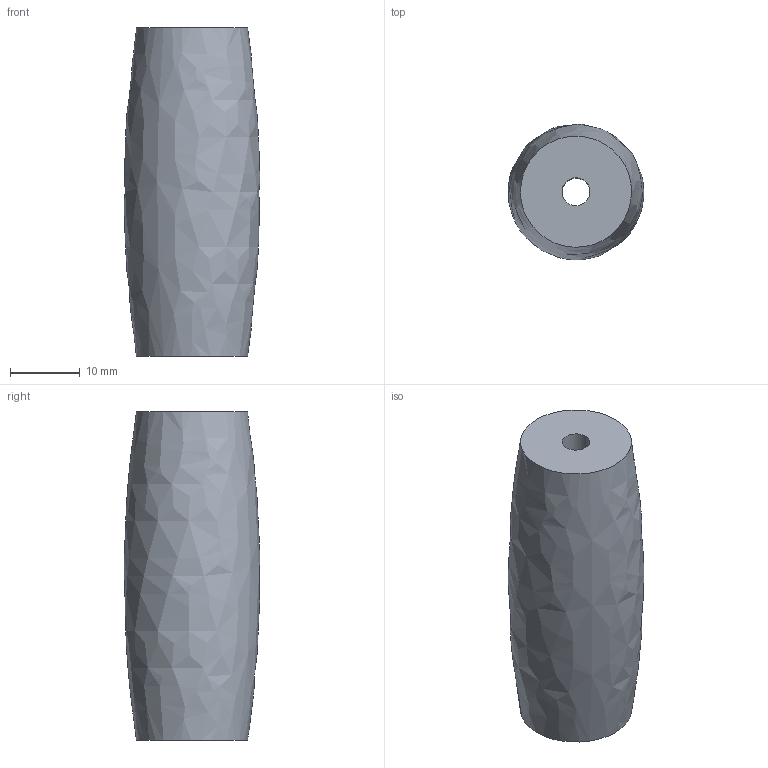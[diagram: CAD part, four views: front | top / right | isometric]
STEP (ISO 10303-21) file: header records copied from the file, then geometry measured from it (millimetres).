
FILE_DESCRIPTION(/* description */ (''),/* implementation_level */ '2;1');
FILE_NAME(/* name */ 'Rodillo.stp',/* time_stamp */ '2019-01-04T07:45:25+01:00',/* author */ (''),/* organization */ (''),/* preprocessor_version */ 'ST-DEVELOPER v16',/* originating_system */ 'SIEMENS PLM Software NX 11.0',/* authorisation */ '');
FILE_SCHEMA (('AUTOMOTIVE_DESIGN { 1 0 10303 214 3 1 1 1 }'));
Length unit declared in the file: millimetre
Products named in the file (3): Nexus 100mm Mecanum Wheel Roller_sldprt; Nexus 100mm Mecanum Wheel Right_sldasm; Ruedas
Assembly tree (2 placements, depth 3):
  Ruedas
    Nexus 100mm Mecanum Wheel Right_sldasm
      Nexus 100mm Mecanum Wheel Roller_sldprt
Bounding box: 19.44 x 19.4 x 47 mm (x, y, z)
Volume: 11767.1 mm3; surface area: 3668.9 mm2
Topology: 1 solids, 1 shells, 4 faces, 6 edges, 4 vertices
Faces by surface type: plane 2, bspline 1, cylinder 1
Full cylindrical faces by diameter (mm): 4 x1
Entity records: 171 total; most frequent: CARTESIAN_POINT 42, DIRECTION 20, AXIS2_PLACEMENT_3D 10, FACE_BOUND 8, EDGE_LOOP 8, ORIENTED_EDGE 8, PRODUCT_DEFINITION_SHAPE 5, ADVANCED_FACE 4
